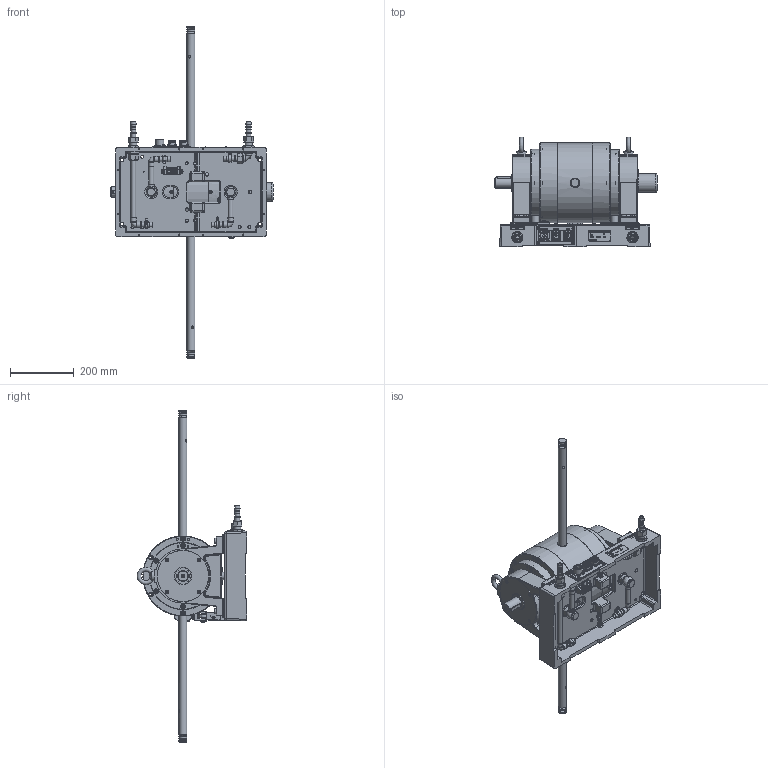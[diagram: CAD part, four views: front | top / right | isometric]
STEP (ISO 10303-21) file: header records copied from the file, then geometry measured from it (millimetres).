
FILE_DESCRIPTION (( 'STEP AP214' ), '1' );
FILE_NAME ('313-201-000-051_EF.STEP', '2014-04-14T07:13:24', ( '' ), ( '' ), 'SwSTEP 2.0', 'SolidWorks 2014', '' );
FILE_SCHEMA (( 'AUTOMOTIVE_DESIGN' ));
Length unit declared in the file: millimetre
Products named in the file (1): 313-201-000-051_EF
Bounding box: 506.5 x 343.42 x 1038 mm (x, y, z)
Surface area: 1312831.7 mm2 (no closed solid volume)
Topology: 0 solids, 370 shells, 1883 faces, 8564 edges, 6887 vertices
Faces by surface type: plane 1001, cylinder 540, cone 135, torus 129, sphere 44, bspline 34
Full cylindrical faces by diameter (mm): 1.5 x21, 2.5 x4, 3 x2, 3.3 x5, 4.2 x1, 4.5 x2, 5 x2, 5.5 x13, 6 x4, 6.8 x2, 7 x3, 7.5 x4, 8 x2, 8.4 x1, 8.5 x11, 8.6 x3, 9 x1, 10 x9, 10.2 x1, 10.4 x6, 11 x16, 12 x4, 15 x43, 16 x19, 16.4 x1, 17 x11, 18 x12, 18.5 x2, 19 x2, 20 x1
Entity records: 116988 total; most frequent: CARTESIAN_POINT 33189, DIRECTION 11743, ORIENTED_EDGE 10670, EDGE_CURVE 8053, VERTEX_POINT 6789, VECTOR 4205, LINE 4205, AXIS2_PLACEMENT_3D 3769
